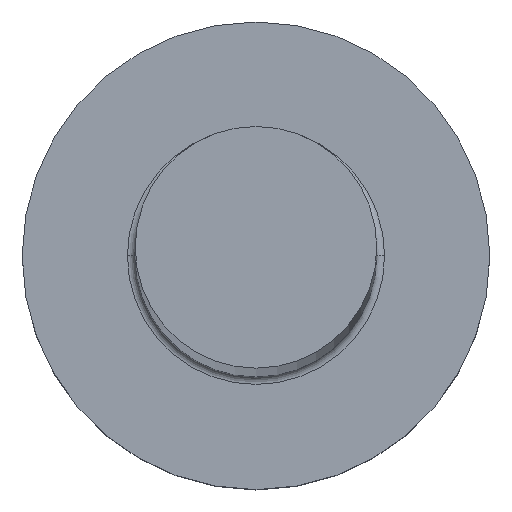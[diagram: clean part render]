
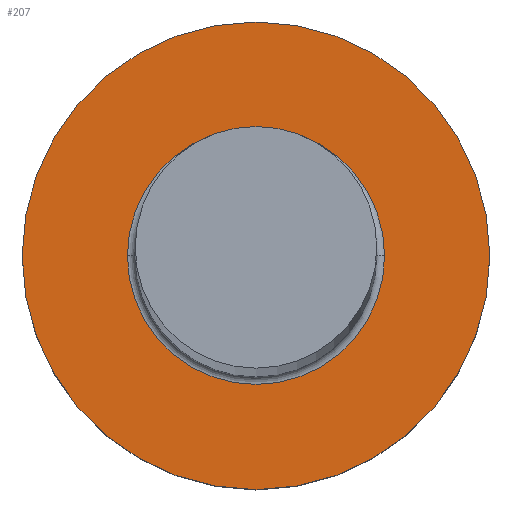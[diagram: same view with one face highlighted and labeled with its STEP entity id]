
A CAD part, top view. The second image highlights one B-rep face of the part: STEP entity #207.
In plain terms, the highlighted planar face has unit normal (0, 0, 1).
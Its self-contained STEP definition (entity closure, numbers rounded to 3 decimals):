
#2 = DIRECTION ( 'NONE',  ( 1., 0., 0. ) ) ;
#10 = DIRECTION ( 'NONE',  ( 0., 0., -1. ) ) ;
#25 = CARTESIAN_POINT ( 'NONE',  ( 0., 0., 5. ) ) ;
#30 = VERTEX_POINT ( 'NONE', #112 ) ;
#35 = EDGE_LOOP ( 'NONE', ( #211, #234 ) ) ;
#41 = EDGE_CURVE ( 'NONE', #107, #105, #69, .T. ) ;
#42 = PLANE ( 'NONE',  #186 ) ;
#46 = CIRCLE ( 'NONE', #164, 6. ) ;
#58 = ORIENTED_EDGE ( 'NONE', *, *, #297, .T. ) ;
#69 = CIRCLE ( 'NONE', #287, 3.3 ) ;
#74 = DIRECTION ( 'NONE',  ( 0., 0., 1. ) ) ;
#80 = DIRECTION ( 'NONE',  ( 1., 0., 0. ) ) ;
#88 = CARTESIAN_POINT ( 'NONE',  ( 3.3, 0., 5. ) ) ;
#101 = CARTESIAN_POINT ( 'NONE',  ( 6., 0., 5. ) ) ;
#103 = CARTESIAN_POINT ( 'NONE',  ( 0., 0., 5. ) ) ;
#105 = VERTEX_POINT ( 'NONE', #214 ) ;
#107 = VERTEX_POINT ( 'NONE', #88 ) ;
#110 = EDGE_LOOP ( 'NONE', ( #200, #58 ) ) ;
#112 = CARTESIAN_POINT ( 'NONE',  ( -6., 0., 5. ) ) ;
#113 = DIRECTION ( 'NONE',  ( 0., 0., 1. ) ) ;
#123 = DIRECTION ( 'NONE',  ( 0., 0., -1. ) ) ;
#129 = AXIS2_PLACEMENT_3D ( 'NONE', #25, #74, #226 ) ;
#146 = EDGE_CURVE ( 'NONE', #30, #274, #46, .T. ) ;
#164 = AXIS2_PLACEMENT_3D ( 'NONE', #283, #191, #281 ) ;
#168 = FACE_BOUND ( 'NONE', #35, .T. ) ;
#186 = AXIS2_PLACEMENT_3D ( 'NONE', #217, #113, #212 ) ;
#191 = DIRECTION ( 'NONE',  ( 0., 0., 1. ) ) ;
#196 = AXIS2_PLACEMENT_3D ( 'NONE', #103, #123, #2 ) ;
#200 = ORIENTED_EDGE ( 'NONE', *, *, #146, .T. ) ;
#207 = ADVANCED_FACE ( 'NONE', ( #168, #261 ), #42, .T. ) ;
#211 = ORIENTED_EDGE ( 'NONE', *, *, #41, .T. ) ;
#212 = DIRECTION ( 'NONE',  ( 1., 0., 0. ) ) ;
#214 = CARTESIAN_POINT ( 'NONE',  ( -3.3, 0., 5. ) ) ;
#217 = CARTESIAN_POINT ( 'NONE',  ( 0., 0., 5. ) ) ;
#226 = DIRECTION ( 'NONE',  ( 1., 0., 0. ) ) ;
#228 = CARTESIAN_POINT ( 'NONE',  ( 0., 0., 5. ) ) ;
#234 = ORIENTED_EDGE ( 'NONE', *, *, #245, .T. ) ;
#241 = CIRCLE ( 'NONE', #129, 6. ) ;
#245 = EDGE_CURVE ( 'NONE', #105, #107, #263, .T. ) ;
#261 = FACE_OUTER_BOUND ( 'NONE', #110, .T. ) ;
#263 = CIRCLE ( 'NONE', #196, 3.3 ) ;
#274 = VERTEX_POINT ( 'NONE', #101 ) ;
#281 = DIRECTION ( 'NONE',  ( 1., 0., 0. ) ) ;
#283 = CARTESIAN_POINT ( 'NONE',  ( 0., 0., 5. ) ) ;
#287 = AXIS2_PLACEMENT_3D ( 'NONE', #228, #10, #80 ) ;
#297 = EDGE_CURVE ( 'NONE', #274, #30, #241, .T. ) ;
